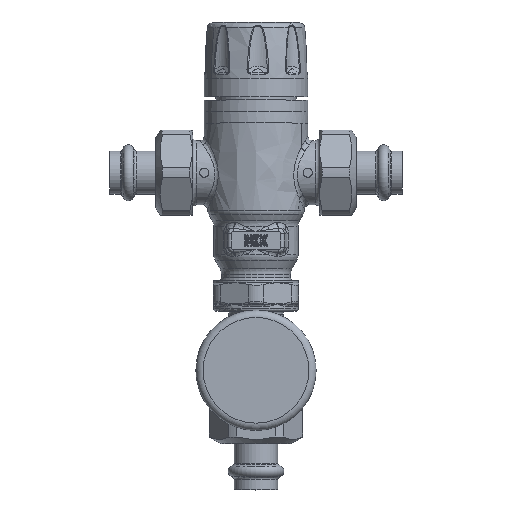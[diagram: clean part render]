
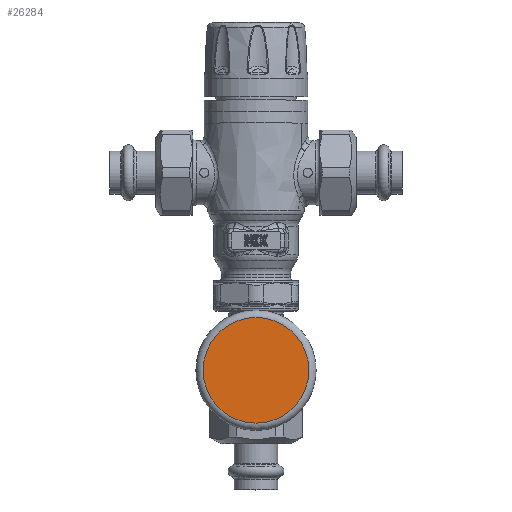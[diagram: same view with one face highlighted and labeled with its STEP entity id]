
A CAD part, top view. The second image highlights one B-rep face of the part: STEP entity #26284.
In plain terms, the highlighted planar face has unit normal (0, 0, 1).
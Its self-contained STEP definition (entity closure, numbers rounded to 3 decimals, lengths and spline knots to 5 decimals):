
#1646=PLANE('',#29335);
#3342=FACE_OUTER_BOUND('',#5091,.T.);
#5091=EDGE_LOOP('',(#23018));
#6587=CIRCLE('',#29329,0.905);
#11735=VERTEX_POINT('',#104558);
#15494=EDGE_CURVE('',#11735,#11735,#6587,.T.);
#23018=ORIENTED_EDGE('',*,*,#15494,.F.);
#26284=ADVANCED_FACE('',(#3342),#1646,.T.);
#29329=AXIS2_PLACEMENT_3D('',#104559,#36146,#36147);
#29335=AXIS2_PLACEMENT_3D('',#104569,#36159,#36160);
#36146=DIRECTION('center_axis',(0.,0.,-1.));
#36147=DIRECTION('ref_axis',(-1.,0.,0.));
#36159=DIRECTION('center_axis',(0.,0.,1.));
#36160=DIRECTION('ref_axis',(1.,0.,0.));
#104558=CARTESIAN_POINT('',(-0.905,0.,0.41));
#104559=CARTESIAN_POINT('Origin',(0.,0.,0.41));
#104569=CARTESIAN_POINT('Origin',(0.,0.,0.41));
